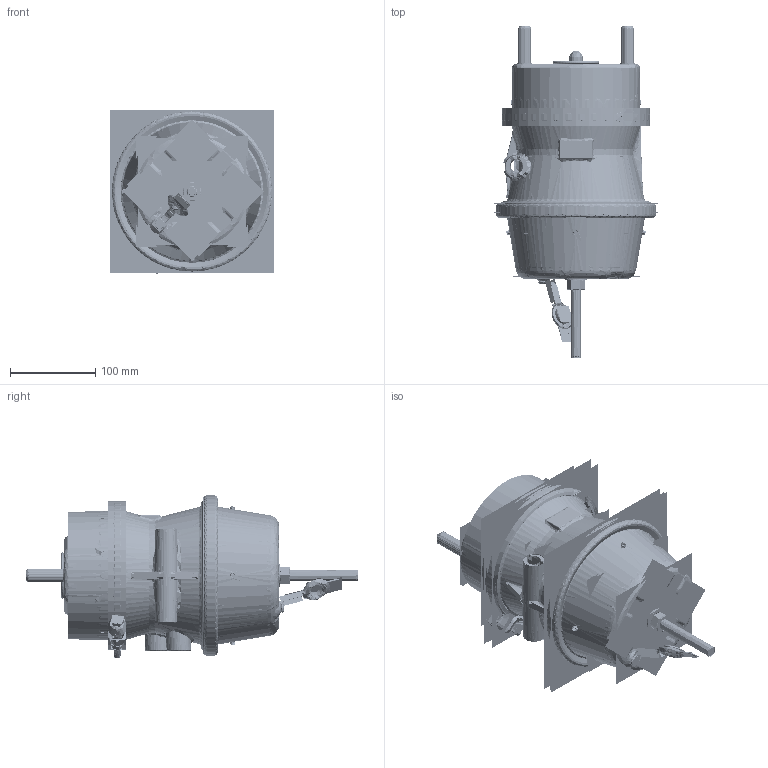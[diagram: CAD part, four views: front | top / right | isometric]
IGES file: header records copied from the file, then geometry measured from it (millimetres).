
Start section:  PTC IGES file: 1352024004_asm.igs
Global section: file name: 1352024004_asm.igs; native system: Pro/ENGINEER by Parametric Technology Corporation; preprocessor: 2011220; author: drhoads; organization: Unknown; date: 20150526.142024; units: millimetre
Bounding box: 192.31 x 389.5 x 193.41 mm (x, y, z)
Volume: 5198147.6 mm3; surface area: 5135822 mm2
Topology: 32 solids, 37 shells, 8284 faces, 40185 edges, 49523 vertices
Faces by surface type: bspline 5302, revolution 2966, extrusion 16
